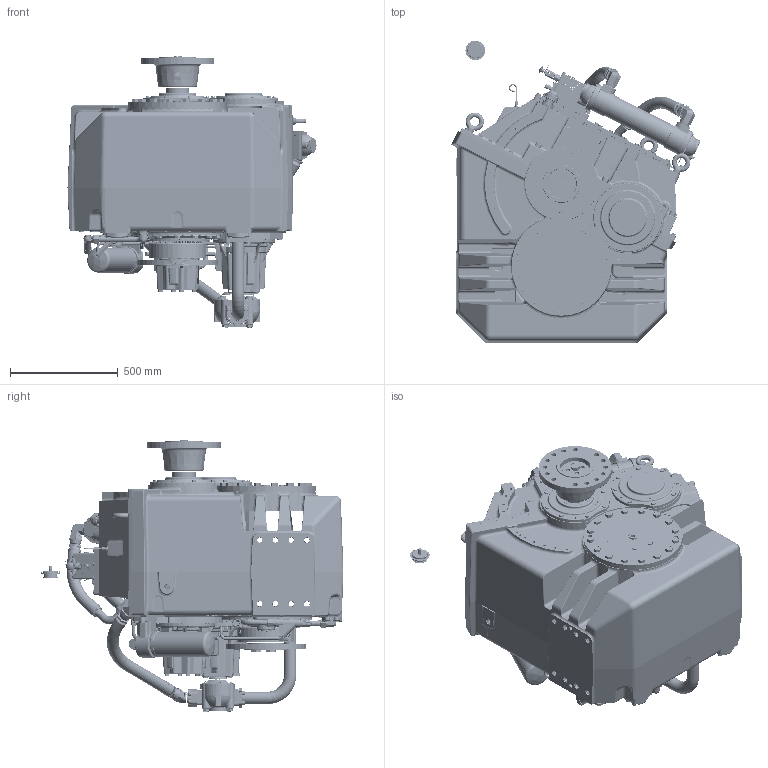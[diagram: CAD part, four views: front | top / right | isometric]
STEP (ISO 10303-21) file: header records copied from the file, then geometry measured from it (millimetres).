
FILE_DESCRIPTION (( 'STEP AP214' ), '1' );
FILE_NAME ('1024771C.STEP', '2018-03-01T22:53:11', ( '' ), ( '' ), 'SwSTEP 2.0', 'SolidWorks 2015', '' );
FILE_SCHEMA (( 'AUTOMOTIVE_DESIGN' ));
Length unit declared in the file: millimetre
Products named in the file (1): 1024771C
Bounding box: 1156 x 1405.72 x 1258 mm (x, y, z)
Surface area: 9097618.7 mm2 (no closed solid volume)
Topology: 0 solids, 938 shells, 6422 faces, 23042 edges, 16637 vertices
Faces by surface type: plane 2864, cylinder 1625, bspline 821, cone 507, torus 472, sphere 133
Full cylindrical faces by diameter (mm): 0.991 x7, 1.524 x3, 2.184 x2, 2.54 x3, 4 x2, 5 x1, 6 x3, 6.35 x7, 7.88 x1, 8.297 x2, 9.538 x1, 10 x6, 10.2 x5, 10.27 x1, 11 x2, 11.906 x6, 11.978 x2, 12 x39, 12.028 x2, 12.7 x6, 12.728 x4, 12.8 x5, 12.954 x1, 13.6 x2, 13.988 x1, 14.275 x2, 14.732 x1, 15.316 x8, 15.824 x1, 15.875 x9
Entity records: 424829 total; most frequent: CARTESIAN_POINT 178486, DIRECTION 33745, ORIENTED_EDGE 31248, EDGE_CURVE 21962, VERTEX_POINT 16398, AXIS2_PLACEMENT_3D 12631, EDGE_LOOP 8534, VECTOR 8483
